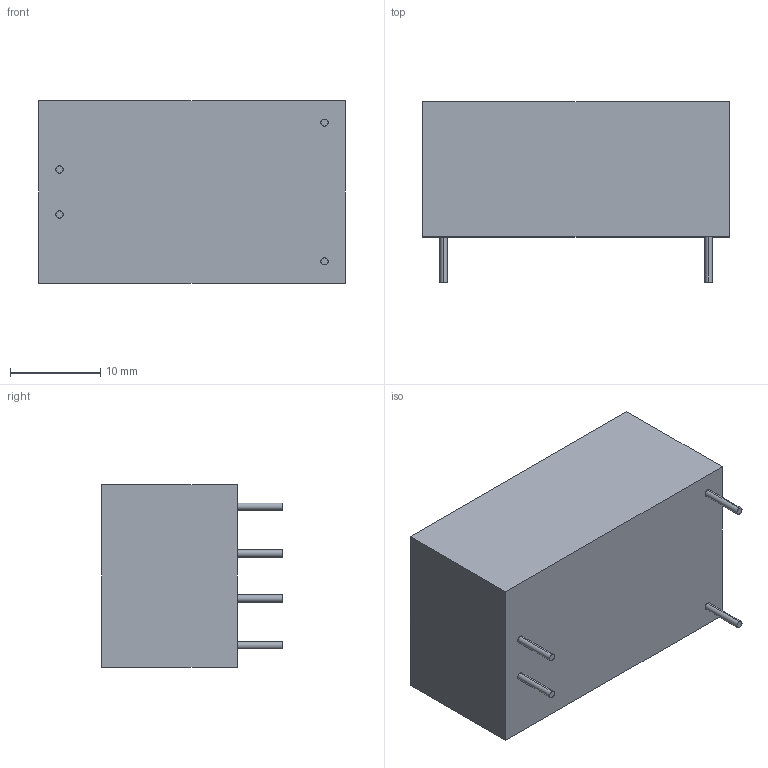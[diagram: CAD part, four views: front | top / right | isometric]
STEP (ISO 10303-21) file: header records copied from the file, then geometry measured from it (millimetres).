
FILE_DESCRIPTION (( 'STEP AP214' ), '1' );
FILE_NAME ('HLK-PM03.STEP', '2020-08-04T22:34:55', ( '' ), ( '' ), 'SwSTEP 2.0', 'SolidWorks 2017', '' );
FILE_SCHEMA (( 'AUTOMOTIVE_DESIGN' ));
Length unit declared in the file: millimetre
Products named in the file (1): HLK-PM03
Bounding box: 34 x 20 x 20.2 mm (x, y, z)
Volume: 10312 mm3; surface area: 3054.4 mm2
Topology: 5 solids, 5 shells, 34 faces, 60 edges, 40 vertices
Faces by surface type: plane 18, cylinder 16
Entity records: 906 total; most frequent: DIRECTION 162, CARTESIAN_POINT 135, ORIENTED_EDGE 120, AXIS2_PLACEMENT_3D 67, EDGE_CURVE 60, VERTEX_POINT 40, EDGE_LOOP 38, ADVANCED_FACE 34
